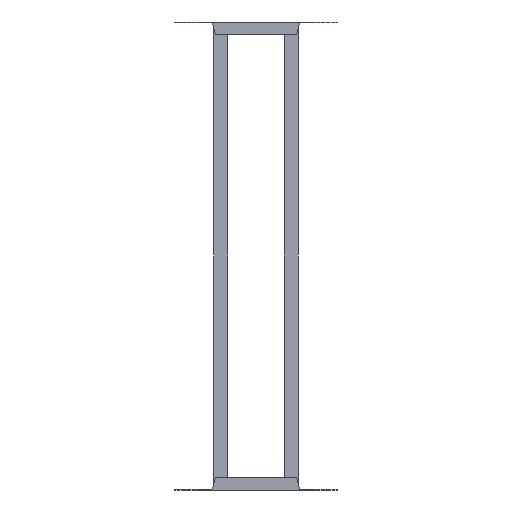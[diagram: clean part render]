
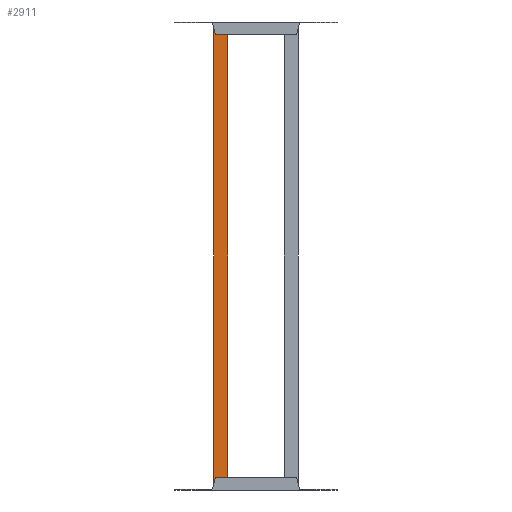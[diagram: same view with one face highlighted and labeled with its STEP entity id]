
A CAD part, front view. The second image highlights one B-rep face of the part: STEP entity #2911.
In plain terms, the highlighted planar face has unit normal (0, -1, 0).
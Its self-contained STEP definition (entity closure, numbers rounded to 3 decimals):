
#54 = EDGE_CURVE ( 'NONE', #463, #2355, #2119, .T. ) ;
#257 = VERTEX_POINT ( 'NONE', #2502 ) ;
#300 = ORIENTED_EDGE ( 'NONE', *, *, #54, .F. ) ;
#310 = EDGE_CURVE ( 'NONE', #463, #257, #1418, .T. ) ;
#330 = VECTOR ( 'NONE', #3096, 1000. ) ;
#411 = CARTESIAN_POINT ( 'NONE',  ( 15., 0., -496. ) ) ;
#463 = VERTEX_POINT ( 'NONE', #1568 ) ;
#503 = ORIENTED_EDGE ( 'NONE', *, *, #2560, .T. ) ;
#613 = CARTESIAN_POINT ( 'NONE',  ( -11.5, 0., -496. ) ) ;
#643 = LINE ( 'NONE', #613, #1423 ) ;
#658 = VERTEX_POINT ( 'NONE', #411 ) ;
#722 = ORIENTED_EDGE ( 'NONE', *, *, #3200, .F. ) ;
#803 = VECTOR ( 'NONE', #1165, 1000. ) ;
#850 = VERTEX_POINT ( 'NONE', #1208 ) ;
#885 = LINE ( 'NONE', #2769, #803 ) ;
#1023 = CARTESIAN_POINT ( 'NONE',  ( 11.5, 0., -496. ) ) ;
#1121 = LINE ( 'NONE', #1390, #1984 ) ;
#1129 = EDGE_CURVE ( 'NONE', #257, #2537, #2218, .T. ) ;
#1165 = DIRECTION ( 'NONE',  ( 0., 0., 1. ) ) ;
#1208 = CARTESIAN_POINT ( 'NONE',  ( -11.5, 0., -496. ) ) ;
#1345 = EDGE_LOOP ( 'NONE', ( #1753, #1843, #1494, #2090, #722, #1916, #503, #300 ) ) ;
#1390 = CARTESIAN_POINT ( 'NONE',  ( 15., 0., -496. ) ) ;
#1414 = CARTESIAN_POINT ( 'NONE',  ( -15., 0., -496. ) ) ;
#1418 = LINE ( 'NONE', #2298, #1466 ) ;
#1423 = VECTOR ( 'NONE', #2361, 1000. ) ;
#1466 = VECTOR ( 'NONE', #2297, 1000. ) ;
#1494 = ORIENTED_EDGE ( 'NONE', *, *, #1598, .F. ) ;
#1568 = CARTESIAN_POINT ( 'NONE',  ( 11.5, 0., 496. ) ) ;
#1598 = EDGE_CURVE ( 'NONE', #2235, #2537, #885, .T. ) ;
#1610 = CARTESIAN_POINT ( 'NONE',  ( 15., 0., -496. ) ) ;
#1753 = ORIENTED_EDGE ( 'NONE', *, *, #310, .T. ) ;
#1808 = DIRECTION ( 'NONE',  ( 1., 0., 0. ) ) ;
#1809 = FACE_OUTER_BOUND ( 'NONE', #1345, .T. ) ;
#1820 = CARTESIAN_POINT ( 'NONE',  ( -11.5, 0., 496. ) ) ;
#1843 = ORIENTED_EDGE ( 'NONE', *, *, #1129, .T. ) ;
#1879 = AXIS2_PLACEMENT_3D ( 'NONE', #2032, #3019, #3053 ) ;
#1916 = ORIENTED_EDGE ( 'NONE', *, *, #2290, .T. ) ;
#1984 = VECTOR ( 'NONE', #1808, 1000. ) ;
#2032 = CARTESIAN_POINT ( 'NONE',  ( -11.5, 0., -496. ) ) ;
#2058 = VECTOR ( 'NONE', #2477, 1000. ) ;
#2090 = ORIENTED_EDGE ( 'NONE', *, *, #2733, .F. ) ;
#2119 = LINE ( 'NONE', #1820, #2058 ) ;
#2176 = VECTOR ( 'NONE', #2389, 1000. ) ;
#2218 = LINE ( 'NONE', #3164, #2176 ) ;
#2235 = VERTEX_POINT ( 'NONE', #1414 ) ;
#2266 = CARTESIAN_POINT ( 'NONE',  ( 15., 0., 496. ) ) ;
#2283 = CARTESIAN_POINT ( 'NONE',  ( -11.5, 0., -496. ) ) ;
#2290 = EDGE_CURVE ( 'NONE', #2488, #658, #1121, .T. ) ;
#2297 = DIRECTION ( 'NONE',  ( -1., 0., 0. ) ) ;
#2298 = CARTESIAN_POINT ( 'NONE',  ( -11.5, 0., 496. ) ) ;
#2355 = VERTEX_POINT ( 'NONE', #2266 ) ;
#2361 = DIRECTION ( 'NONE',  ( -1., 0., 0. ) ) ;
#2389 = DIRECTION ( 'NONE',  ( -1., 0., 0. ) ) ;
#2473 = VECTOR ( 'NONE', #2654, 1000. ) ;
#2477 = DIRECTION ( 'NONE',  ( 1., 0., 0. ) ) ;
#2488 = VERTEX_POINT ( 'NONE', #1023 ) ;
#2502 = CARTESIAN_POINT ( 'NONE',  ( -11.5, 0., 496. ) ) ;
#2537 = VERTEX_POINT ( 'NONE', #2598 ) ;
#2545 = LINE ( 'NONE', #2283, #2473 ) ;
#2560 = EDGE_CURVE ( 'NONE', #658, #2355, #3313, .T. ) ;
#2598 = CARTESIAN_POINT ( 'NONE',  ( -15., 0., 496. ) ) ;
#2654 = DIRECTION ( 'NONE',  ( -1., 0., 0. ) ) ;
#2733 = EDGE_CURVE ( 'NONE', #850, #2235, #643, .T. ) ;
#2769 = CARTESIAN_POINT ( 'NONE',  ( -15., 0., -496. ) ) ;
#2898 = PLANE ( 'NONE',  #1879 ) ;
#2911 = ADVANCED_FACE ( 'NONE', ( #1809 ), #2898, .F. ) ;
#3019 = DIRECTION ( 'NONE',  ( 0., 1., 0. ) ) ;
#3053 = DIRECTION ( 'NONE',  ( 0., 0., 1. ) ) ;
#3096 = DIRECTION ( 'NONE',  ( 0., 0., 1. ) ) ;
#3164 = CARTESIAN_POINT ( 'NONE',  ( -15., 0., 496. ) ) ;
#3200 = EDGE_CURVE ( 'NONE', #2488, #850, #2545, .T. ) ;
#3313 = LINE ( 'NONE', #1610, #330 ) ;
